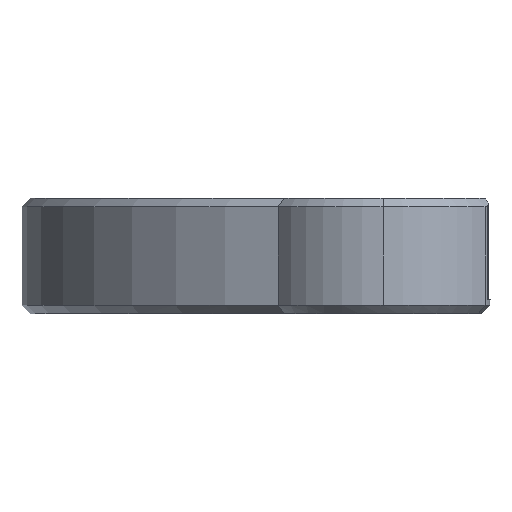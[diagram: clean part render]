
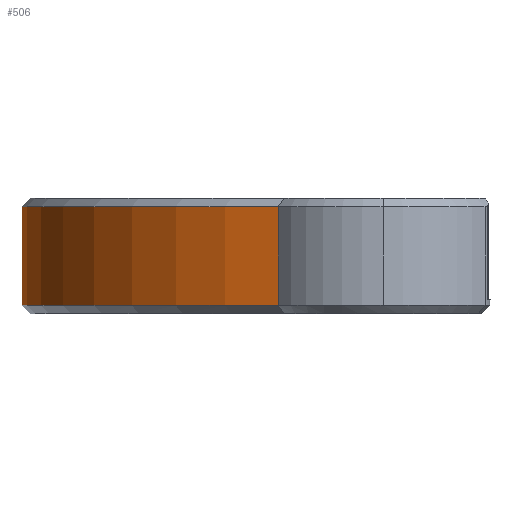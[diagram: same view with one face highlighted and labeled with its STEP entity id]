
A CAD part, left-side view. The second image highlights one B-rep face of the part: STEP entity #506.
In plain terms, the highlighted cylindrical face has radius 52.2 mm (diameter 104.4 mm), a partial arc.
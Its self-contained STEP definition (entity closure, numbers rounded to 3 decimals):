
#447=CARTESIAN_POINT('',(-49.954,15.147,13.5));
#448=VERTEX_POINT('',#447);
#456=CARTESIAN_POINT('',(-49.954,15.147,-0.8));
#457=VERTEX_POINT('',#456);
#458=CARTESIAN_POINT('',(-49.954,15.147,13.5));
#459=DIRECTION('',(0.,0.,-1.));
#460=VECTOR('',#459,14.3);
#461=LINE('',#458,#460);
#462=EDGE_CURVE('',#448,#457,#461,.T.);
#474=CARTESIAN_POINT('',(0.,-0.,12.7));
#475=DIRECTION('',(0.,0.,-1.));
#476=DIRECTION('',(-1.,0.,0.));
#477=AXIS2_PLACEMENT_3D('',#474,#475,#476);
#478=CYLINDRICAL_SURFACE('',#477,52.2);
#479=ORIENTED_EDGE('',*,*,#462,.F.);
#480=CARTESIAN_POINT('',(15.846,49.737,13.5));
#481=VERTEX_POINT('',#480);
#482=CARTESIAN_POINT('',(0.,-0.,13.5));
#483=DIRECTION('',(-0.,-0.,1.));
#484=DIRECTION('',(1.,0.,0.));
#485=AXIS2_PLACEMENT_3D('',#482,#483,#484);
#486=CIRCLE('',#485,52.2);
#487=EDGE_CURVE('',#481,#448,#486,.T.);
#488=ORIENTED_EDGE('',*,*,#487,.F.);
#489=CARTESIAN_POINT('',(15.846,49.737,-0.8));
#490=VERTEX_POINT('',#489);
#491=CARTESIAN_POINT('',(15.846,49.737,13.5));
#492=DIRECTION('',(0.,0.,-1.));
#493=VECTOR('',#492,14.3);
#494=LINE('',#491,#493);
#495=EDGE_CURVE('',#481,#490,#494,.T.);
#496=ORIENTED_EDGE('',*,*,#495,.T.);
#497=CARTESIAN_POINT('',(0.,-0.,-0.8));
#498=DIRECTION('',(0.,0.,-1.));
#499=DIRECTION('',(1.,0.,0.));
#500=AXIS2_PLACEMENT_3D('',#497,#498,#499);
#501=CIRCLE('',#500,52.2);
#502=EDGE_CURVE('',#457,#490,#501,.T.);
#503=ORIENTED_EDGE('',*,*,#502,.F.);
#504=EDGE_LOOP('',(#479,#488,#496,#503));
#505=FACE_BOUND('',#504,.T.);
#506=ADVANCED_FACE('',(#505),#478,.T.);
